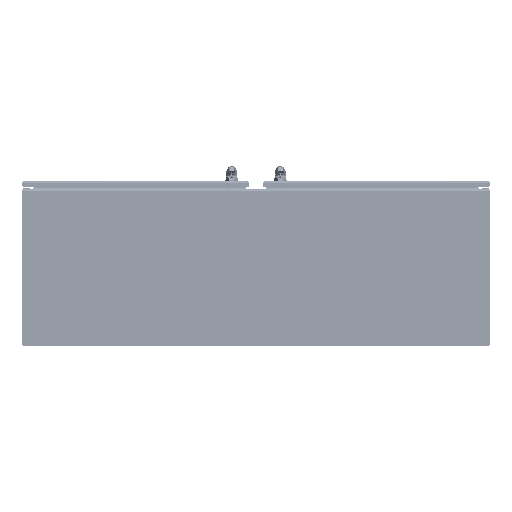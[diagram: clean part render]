
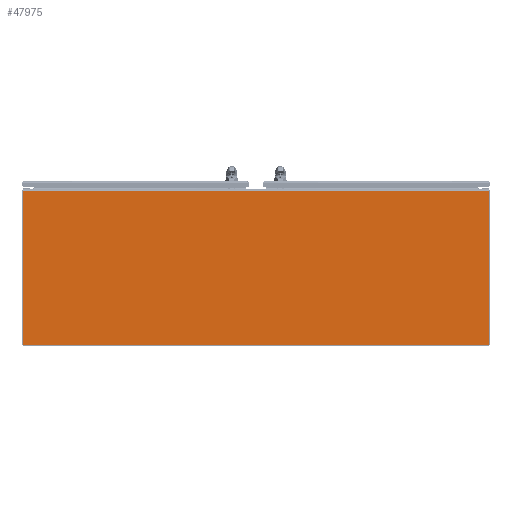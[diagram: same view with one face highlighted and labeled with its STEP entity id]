
A CAD part, front view. The second image highlights one B-rep face of the part: STEP entity #47975.
In plain terms, the highlighted face is planar.
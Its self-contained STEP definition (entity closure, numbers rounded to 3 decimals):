
#6762=FACE_OUTER_BOUND('',#9771,.T.);
#9771=EDGE_LOOP('',(#32327,#32328,#32329,#32330));
#13099=LINE('',#72714,#16554);
#13105=LINE('',#72732,#16560);
#13108=LINE('',#72738,#16563);
#13109=LINE('',#72739,#16564);
#16554=VECTOR('',#58392,0.394);
#16560=VECTOR('',#58416,0.394);
#16563=VECTOR('',#58421,0.394);
#16564=VECTOR('',#58422,0.394);
#19913=VERTEX_POINT('',#72711);
#19914=VERTEX_POINT('',#72713);
#19917=VERTEX_POINT('',#72731);
#19919=VERTEX_POINT('',#72737);
#24554=EDGE_CURVE('',#19914,#19913,#13099,.T.);
#24563=EDGE_CURVE('',#19914,#19917,#13105,.T.);
#24566=EDGE_CURVE('',#19919,#19913,#13108,.T.);
#24567=EDGE_CURVE('',#19917,#19919,#13109,.T.);
#32327=ORIENTED_EDGE('',*,*,#24554,.T.);
#32328=ORIENTED_EDGE('',*,*,#24566,.F.);
#32329=ORIENTED_EDGE('',*,*,#24567,.F.);
#32330=ORIENTED_EDGE('',*,*,#24563,.F.);
#45829=PLANE('',#52181);
#47975=ADVANCED_FACE('',(#6762),#45829,.T.);
#52181=AXIS2_PLACEMENT_3D('',#72736,#58419,#58420);
#58392=DIRECTION('',(0.,1.,0.));
#58416=DIRECTION('',(-1.,0.,0.));
#58419=DIRECTION('center_axis',(0.,0.,1.));
#58420=DIRECTION('ref_axis',(1.,0.,0.));
#58421=DIRECTION('',(1.,0.,0.));
#58422=DIRECTION('',(0.,1.,0.));
#72711=CARTESIAN_POINT('',(11.709,35.959,0.104));
#72713=CARTESIAN_POINT('',(11.709,-35.959,0.104));
#72714=CARTESIAN_POINT('',(11.709,-17.979,0.104));
#72731=CARTESIAN_POINT('',(-11.959,-35.959,0.104));
#72732=CARTESIAN_POINT('',(11.959,-35.959,0.104));
#72736=CARTESIAN_POINT('Origin',(0.,0.,0.104));
#72737=CARTESIAN_POINT('',(-11.959,35.959,0.104));
#72738=CARTESIAN_POINT('',(-11.959,35.959,0.104));
#72739=CARTESIAN_POINT('',(-11.959,-35.959,0.104));
